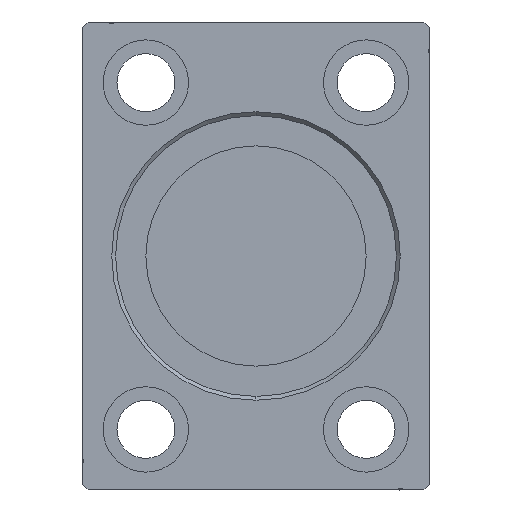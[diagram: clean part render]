
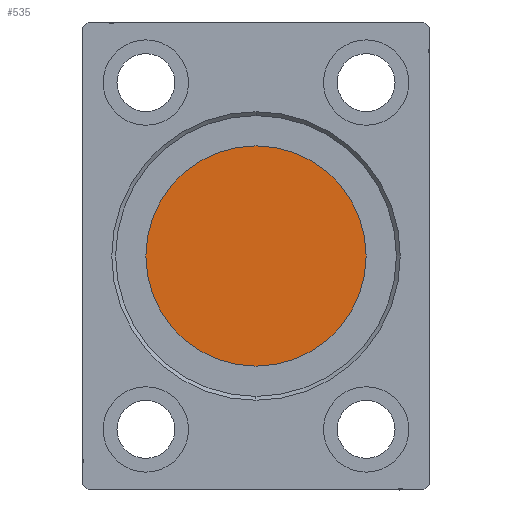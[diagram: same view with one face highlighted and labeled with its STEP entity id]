
A CAD part, left-side view. The second image highlights one B-rep face of the part: STEP entity #535.
In plain terms, the highlighted planar face has unit normal (-1, 0, 0).
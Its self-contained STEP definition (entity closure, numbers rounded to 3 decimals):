
#535 = ADVANCED_FACE ( 'NONE', ( #25827 ), #26243, .T. ) ;
#6515 = CIRCLE ( 'NONE', #35999, 20. ) ;
#8089 = DIRECTION ( 'NONE',  ( 0., 0., 1. ) ) ;
#9332 = ORIENTED_EDGE ( 'NONE', *, *, #14184, .T. ) ;
#10996 = EDGE_LOOP ( 'NONE', ( #9332, #17330 ) ) ;
#11947 = DIRECTION ( 'NONE',  ( -1., 0., 0. ) ) ;
#14184 = EDGE_CURVE ( 'NONE', #39810, #26726, #38012, .T. ) ;
#14880 = DIRECTION ( 'NONE',  ( 0., 0., 1. ) ) ;
#15717 = DIRECTION ( 'NONE',  ( -1., 0., 0. ) ) ;
#15847 = AXIS2_PLACEMENT_3D ( 'NONE', #19587, #35917, #32883 ) ;
#17330 = ORIENTED_EDGE ( 'NONE', *, *, #19723, .T. ) ;
#19587 = CARTESIAN_POINT ( 'NONE',  ( 155.7, 0., 0. ) ) ;
#19723 = EDGE_CURVE ( 'NONE', #26726, #39810, #6515, .T. ) ;
#21527 = CARTESIAN_POINT ( 'NONE',  ( 155.7, 0., 0. ) ) ;
#21605 = CARTESIAN_POINT ( 'NONE',  ( 155.7, 0., 0. ) ) ;
#21684 = CARTESIAN_POINT ( 'NONE',  ( 155.7, 0., 20. ) ) ;
#25827 = FACE_OUTER_BOUND ( 'NONE', #10996, .T. ) ;
#26243 = PLANE ( 'NONE',  #15847 ) ;
#26726 = VERTEX_POINT ( 'NONE', #39469 ) ;
#27761 = AXIS2_PLACEMENT_3D ( 'NONE', #21605, #11947, #8089 ) ;
#32883 = DIRECTION ( 'NONE',  ( 0., 0., 1. ) ) ;
#35917 = DIRECTION ( 'NONE',  ( -1., 0., 0. ) ) ;
#35999 = AXIS2_PLACEMENT_3D ( 'NONE', #21527, #15717, #14880 ) ;
#38012 = CIRCLE ( 'NONE', #27761, 20. ) ;
#39469 = CARTESIAN_POINT ( 'NONE',  ( 155.7, 0., -20. ) ) ;
#39810 = VERTEX_POINT ( 'NONE', #21684 ) ;
